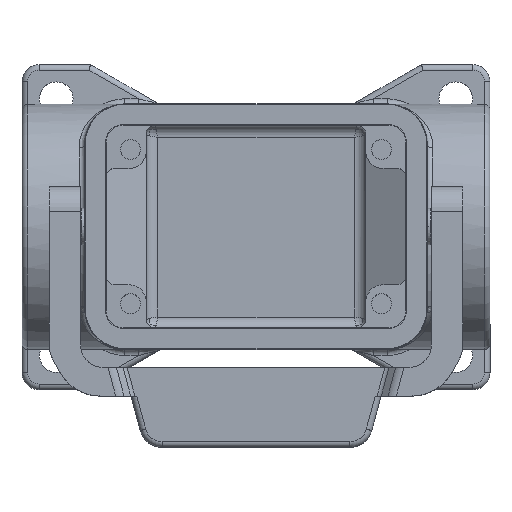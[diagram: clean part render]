
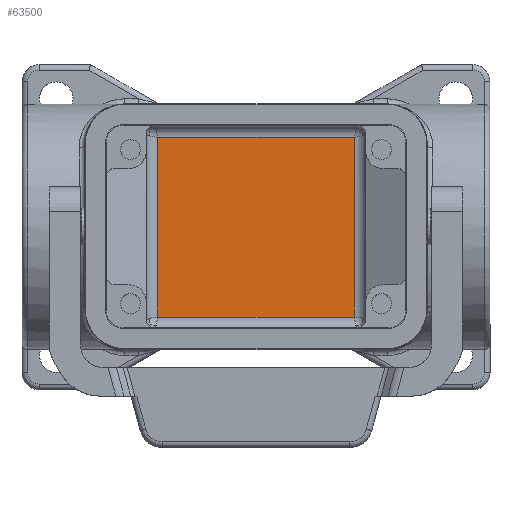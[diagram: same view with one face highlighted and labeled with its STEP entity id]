
A CAD part, top view. The second image highlights one B-rep face of the part: STEP entity #63500.
In plain terms, the highlighted face is planar.
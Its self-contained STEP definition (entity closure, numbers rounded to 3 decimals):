
#63110=CARTESIAN_POINT('',(0.,0.,67.
));
#63120=DIRECTION('',(0.,0.,1.));
#63130=DIRECTION('',(1.,0.,0.));
#63140=AXIS2_PLACEMENT_3D('',#63110,#63120,#63130);
#63150=PLANE('',#63140);
#63160=CARTESIAN_POINT('',(17.441,0.,67.));
#63170=DIRECTION('',(0.,1.,0.));
#63180=VECTOR('',#63170,1.);
#63190=LINE('',#63160,#63180);
#63200=CARTESIAN_POINT('',(17.441,17.501,67.));
#63210=VERTEX_POINT('',#63200);
#63220=CARTESIAN_POINT('',(17.441,49.001,67.));
#63230=VERTEX_POINT('',#63220);
#63240=EDGE_CURVE('',#63210,#63230,#63190,.T.);
#63250=ORIENTED_EDGE('',*,*,#63240,.T.);
#63260=CARTESIAN_POINT('',(0.,17.501,67.));
#63270=DIRECTION('',(-1.,0.,0.));
#63280=VECTOR('',#63270,1.);
#63290=LINE('',#63260,#63280);
#63300=CARTESIAN_POINT('',(51.941,17.501,67.));
#63310=VERTEX_POINT('',#63300);
#63320=EDGE_CURVE('',#63310,#63210,#63290,.T.);
#63330=ORIENTED_EDGE('',*,*,#63320,.T.);
#63340=CARTESIAN_POINT('',(51.941,0.,67.));
#63350=DIRECTION('',(0.,1.,0.));
#63360=VECTOR('',#63350,1.);
#63370=LINE('',#63340,#63360);
#63380=CARTESIAN_POINT('',(51.941,49.001,67.));
#63390=VERTEX_POINT('',#63380);
#63400=EDGE_CURVE('',#63310,#63390,#63370,.T.);
#63410=ORIENTED_EDGE('',*,*,#63400,.F.);
#63420=CARTESIAN_POINT('',(0.,49.001,67.));
#63430=DIRECTION('',(1.,0.,0.));
#63440=VECTOR('',#63430,1.);
#63450=LINE('',#63420,#63440);
#63460=EDGE_CURVE('',#63230,#63390,#63450,.T.);
#63470=ORIENTED_EDGE('',*,*,#63460,.T.);
#63480=EDGE_LOOP('',(#63470,#63410,#63330,#63250));
#63490=FACE_OUTER_BOUND('',#63480,.T.);
#63500=ADVANCED_FACE('',(#63490),#63150,.F.);
